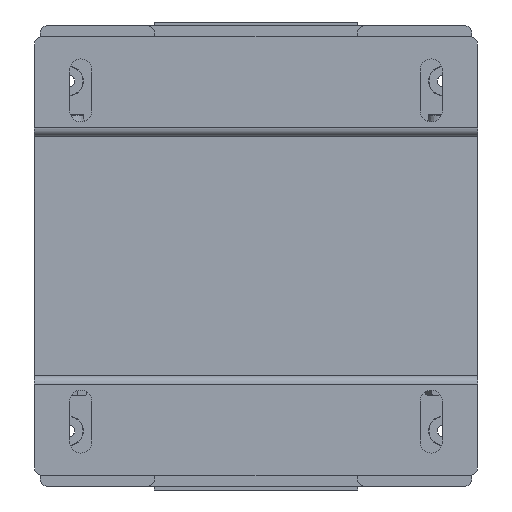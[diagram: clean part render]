
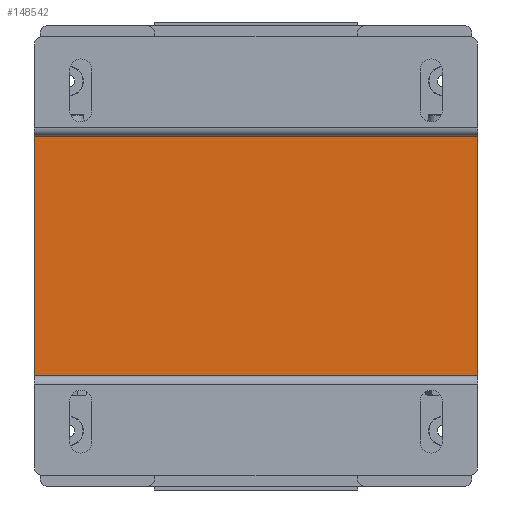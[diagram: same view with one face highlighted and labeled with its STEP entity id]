
A CAD part, front view. The second image highlights one B-rep face of the part: STEP entity #148542.
In plain terms, the highlighted planar face has unit normal (0, -1, 0).
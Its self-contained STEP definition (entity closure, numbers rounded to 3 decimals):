
#2154 = AXIS2_PLACEMENT_3D ( 'NONE', #77618, #112818, #51998 ) ;
#6553 = LINE ( 'NONE', #65103, #43396 ) ;
#8223 = CARTESIAN_POINT ( 'NONE',  ( -129.79, -42.814, 127.652 ) ) ;
#21228 = VERTEX_POINT ( 'NONE', #8223 ) ;
#23072 = ORIENTED_EDGE ( 'NONE', *, *, #71991, .F. ) ;
#24212 = ORIENTED_EDGE ( 'NONE', *, *, #102065, .T. ) ;
#25890 = LINE ( 'NONE', #73481, #129664 ) ;
#26925 = EDGE_CURVE ( 'NONE', #87477, #21228, #6553, .T. ) ;
#36606 = EDGE_LOOP ( 'NONE', ( #24212, #23072, #74282, #67744 ) ) ;
#37173 = CARTESIAN_POINT ( 'NONE',  ( -249.79, -42.814, 127.652 ) ) ;
#43396 = VECTOR ( 'NONE', #64332, 1000. ) ;
#51998 = DIRECTION ( 'NONE',  ( -1., 0., 0. ) ) ;
#64332 = DIRECTION ( 'NONE',  ( 1., 0., 0. ) ) ;
#65103 = CARTESIAN_POINT ( 'NONE',  ( -129.79, -42.814, 127.652 ) ) ;
#67744 = ORIENTED_EDGE ( 'NONE', *, *, #121433, .T. ) ;
#71991 = EDGE_CURVE ( 'NONE', #21228, #73889, #142703, .T. ) ;
#72113 = CARTESIAN_POINT ( 'NONE',  ( -249.79, -42.814, 62.882 ) ) ;
#73481 = CARTESIAN_POINT ( 'NONE',  ( -129.79, -42.814, 62.882 ) ) ;
#73889 = VERTEX_POINT ( 'NONE', #115854 ) ;
#74282 = ORIENTED_EDGE ( 'NONE', *, *, #26925, .F. ) ;
#77618 = CARTESIAN_POINT ( 'NONE',  ( -129.79, -42.814, 127.652 ) ) ;
#87477 = VERTEX_POINT ( 'NONE', #126809 ) ;
#99540 = PLANE ( 'NONE',  #2154 ) ;
#102065 = EDGE_CURVE ( 'NONE', #108696, #73889, #25890, .T. ) ;
#106710 = DIRECTION ( 'NONE',  ( 0., 0., -1. ) ) ;
#106713 = CARTESIAN_POINT ( 'NONE',  ( -129.79, -42.814, 127.652 ) ) ;
#108696 = VERTEX_POINT ( 'NONE', #72113 ) ;
#111294 = FACE_OUTER_BOUND ( 'NONE', #36606, .T. ) ;
#112818 = DIRECTION ( 'NONE',  ( 0., 1., 0. ) ) ;
#113914 = VECTOR ( 'NONE', #140395, 1000. ) ;
#115854 = CARTESIAN_POINT ( 'NONE',  ( -129.79, -42.814, 62.882 ) ) ;
#121117 = DIRECTION ( 'NONE',  ( 1., 0., 0. ) ) ;
#121433 = EDGE_CURVE ( 'NONE', #87477, #108696, #153676, .T. ) ;
#126809 = CARTESIAN_POINT ( 'NONE',  ( -249.79, -42.814, 127.652 ) ) ;
#129664 = VECTOR ( 'NONE', #121117, 1000. ) ;
#136943 = VECTOR ( 'NONE', #106710, 1000. ) ;
#140395 = DIRECTION ( 'NONE',  ( 0., 0., -1. ) ) ;
#142703 = LINE ( 'NONE', #106713, #113914 ) ;
#148542 = ADVANCED_FACE ( 'NONE', ( #111294 ), #99540, .F. ) ;
#153676 = LINE ( 'NONE', #37173, #136943 ) ;
